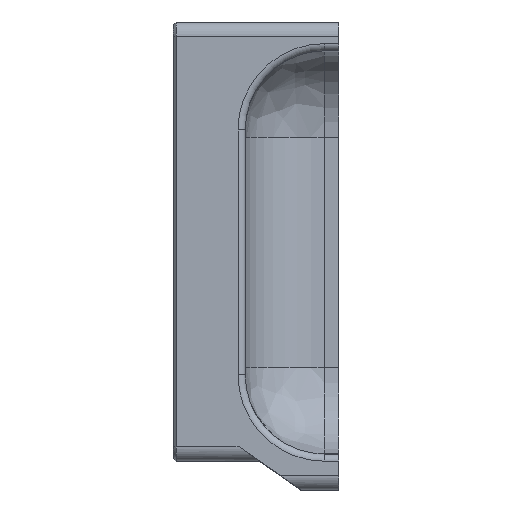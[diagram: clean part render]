
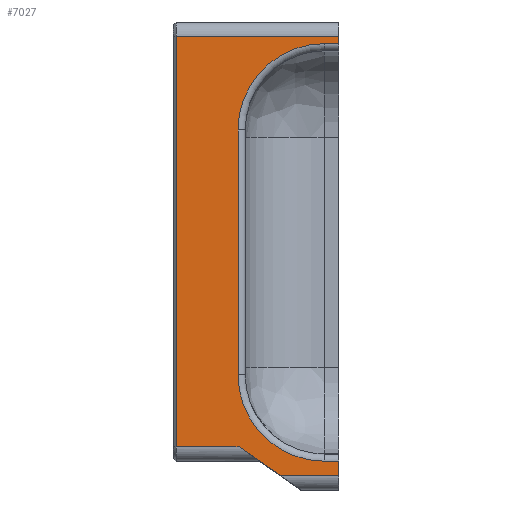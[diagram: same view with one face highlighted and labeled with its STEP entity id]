
A CAD part, left-side view. The second image highlights one B-rep face of the part: STEP entity #7027.
In plain terms, the highlighted planar face has unit normal (-1, 0, 0).
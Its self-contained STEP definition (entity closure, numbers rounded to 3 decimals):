
#344=FACE_OUTER_BOUND('',#724,.T.);
#724=EDGE_LOOP('',(#4775,#4776,#4777,#4778,#4779,#4780,#4781,#4782,#4783,
#4784,#4785,#4786));
#1109=CIRCLE('',#7427,12.);
#1113=CIRCLE('',#7433,12.);
#1394=LINE('',#10341,#2135);
#1396=LINE('',#10353,#2137);
#1397=LINE('',#10358,#2138);
#1400=LINE('',#10368,#2141);
#1410=LINE('',#10436,#2151);
#1411=LINE('',#10438,#2152);
#1412=LINE('',#10439,#2153);
#1413=LINE('',#10440,#2154);
#1414=LINE('',#10442,#2155);
#1415=LINE('',#10443,#2156);
#2135=VECTOR('',#8194,10.);
#2137=VECTOR('',#8208,10.);
#2138=VECTOR('',#8213,10.);
#2141=VECTOR('',#8222,10.);
#2151=VECTOR('',#8266,10.);
#2152=VECTOR('',#8267,10.);
#2153=VECTOR('',#8268,10.);
#2154=VECTOR('',#8269,10.);
#2155=VECTOR('',#8270,10.);
#2156=VECTOR('',#8271,10.);
#2886=VERTEX_POINT('',#10329);
#2888=VERTEX_POINT('',#10333);
#2890=VERTEX_POINT('',#10339);
#2892=VERTEX_POINT('',#10345);
#2894=VERTEX_POINT('',#10350);
#2895=VERTEX_POINT('',#10355);
#2898=VERTEX_POINT('',#10362);
#2900=VERTEX_POINT('',#10366);
#2914=VERTEX_POINT('',#10434);
#2915=VERTEX_POINT('',#10435);
#2916=VERTEX_POINT('',#10437);
#2917=VERTEX_POINT('',#10441);
#3606=EDGE_CURVE('',#2886,#2888,#1109,.T.);
#3609=EDGE_CURVE('',#2888,#2890,#1394,.T.);
#3612=EDGE_CURVE('',#2890,#2892,#1113,.T.);
#3615=EDGE_CURVE('',#2894,#2886,#1396,.T.);
#3617=EDGE_CURVE('',#2892,#2895,#1397,.T.);
#3622=EDGE_CURVE('',#2898,#2900,#1400,.T.);
#3643=EDGE_CURVE('',#2914,#2915,#1410,.T.);
#3644=EDGE_CURVE('',#2914,#2916,#1411,.T.);
#3645=EDGE_CURVE('',#2898,#2916,#1412,.T.);
#3646=EDGE_CURVE('',#2894,#2900,#1413,.T.);
#3647=EDGE_CURVE('',#2917,#2895,#1414,.T.);
#3648=EDGE_CURVE('',#2917,#2915,#1415,.T.);
#4775=ORIENTED_EDGE('',*,*,#3643,.F.);
#4776=ORIENTED_EDGE('',*,*,#3644,.T.);
#4777=ORIENTED_EDGE('',*,*,#3645,.F.);
#4778=ORIENTED_EDGE('',*,*,#3622,.T.);
#4779=ORIENTED_EDGE('',*,*,#3646,.F.);
#4780=ORIENTED_EDGE('',*,*,#3615,.T.);
#4781=ORIENTED_EDGE('',*,*,#3606,.T.);
#4782=ORIENTED_EDGE('',*,*,#3609,.T.);
#4783=ORIENTED_EDGE('',*,*,#3612,.T.);
#4784=ORIENTED_EDGE('',*,*,#3617,.T.);
#4785=ORIENTED_EDGE('',*,*,#3647,.F.);
#4786=ORIENTED_EDGE('',*,*,#3648,.T.);
#6807=PLANE('',#7457);
#7027=ADVANCED_FACE('',(#344),#6807,.F.);
#7427=AXIS2_PLACEMENT_3D('',#10335,#8187,#8188);
#7433=AXIS2_PLACEMENT_3D('',#10347,#8201,#8202);
#7457=AXIS2_PLACEMENT_3D('',#10433,#8264,#8265);
#8187=DIRECTION('center_axis',(1.,0.,0.));
#8188=DIRECTION('ref_axis',(0.,0.707,-0.707));
#8194=DIRECTION('',(0.,0.,1.));
#8201=DIRECTION('center_axis',(1.,0.,0.));
#8202=DIRECTION('ref_axis',(0.,0.707,0.707));
#8208=DIRECTION('',(0.,1.,0.));
#8213=DIRECTION('',(0.,-1.,0.));
#8222=DIRECTION('',(0.,-1.,0.));
#8264=DIRECTION('center_axis',(1.,0.,0.));
#8265=DIRECTION('ref_axis',(0.,0.,
-1.));
#8266=DIRECTION('',(0.,0.,1.));
#8267=DIRECTION('',(0.,-1.,0.));
#8268=DIRECTION('',(0.,0.819,0.574));
#8269=DIRECTION('',(0.,0.,-1.));
#8270=DIRECTION('',(0.,0.,-1.));
#8271=DIRECTION('',(0.,1.,0.));
#10329=CARTESIAN_POINT('',(-85.5,-8.,-582.));
#10333=CARTESIAN_POINT('',(-85.5,4.,-570.));
#10335=CARTESIAN_POINT('Origin',(-85.5,-8.,-570.));
#10339=CARTESIAN_POINT('',(-85.5,4.,-536.));
#10341=CARTESIAN_POINT('',(-85.5,4.,-528.));
#10345=CARTESIAN_POINT('',(-85.5,-8.,-524.));
#10347=CARTESIAN_POINT('Origin',(-85.5,-8.,-536.));
#10350=CARTESIAN_POINT('',(-85.5,-10.,-582.));
#10353=CARTESIAN_POINT('',(-85.5,-10.,-582.));
#10355=CARTESIAN_POINT('',(-85.5,-10.,-524.));
#10358=CARTESIAN_POINT('',(-85.5,-11.5,-524.));
#10362=CARTESIAN_POINT('',(-85.5,-1.856,-584.));
#10366=CARTESIAN_POINT('',(-85.5,-10.,-584.));
#10368=CARTESIAN_POINT('',(-85.5,-10.,-584.));
#10433=CARTESIAN_POINT('Origin',(-85.5,-10.,-520.));
#10434=CARTESIAN_POINT('',(-85.5,12.6,-580.));
#10435=CARTESIAN_POINT('',(-85.5,12.6,-523.));
#10436=CARTESIAN_POINT('',(-85.5,12.6,-536.25));
#10437=CARTESIAN_POINT('',(-85.5,3.856,-580.));
#10438=CARTESIAN_POINT('',(-85.5,-4.5,-580.));
#10439=CARTESIAN_POINT('',(-85.5,9.018,-576.386));
#10440=CARTESIAN_POINT('',(-85.5,-10.,-582.));
#10441=CARTESIAN_POINT('',(-85.5,-10.,-523.));
#10442=CARTESIAN_POINT('',(-85.5,-10.,-518.));
#10443=CARTESIAN_POINT('',(-85.5,-10.,-523.));
